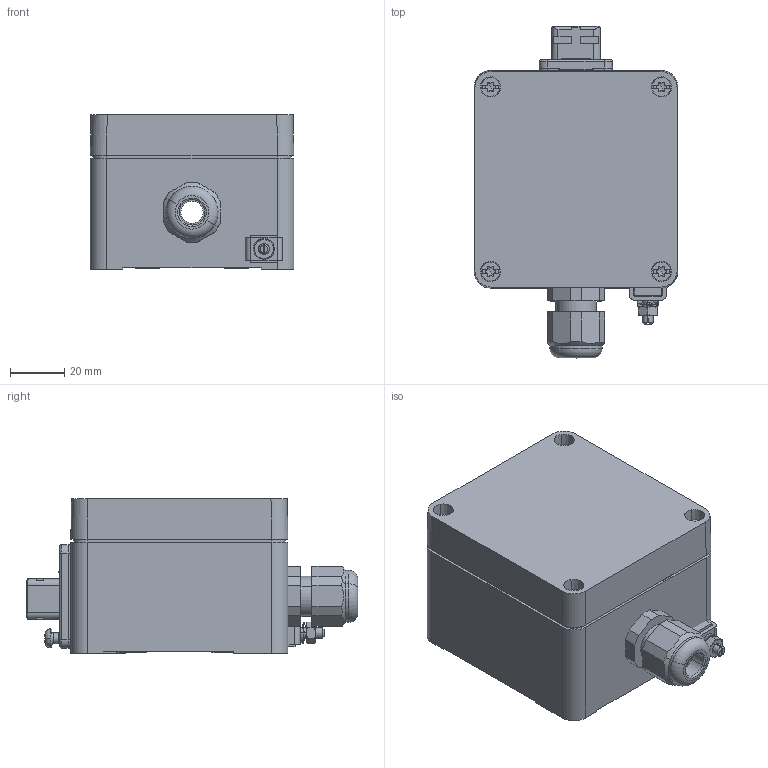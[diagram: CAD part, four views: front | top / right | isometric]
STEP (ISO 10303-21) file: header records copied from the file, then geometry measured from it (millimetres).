
FILE_DESCRIPTION(('CATIA V5 STEP Exchange','CAx-IF Rec.Pracs.--- Model Styling and Organization---1.4--- 2014-01-23'),'2;1');
FILE_NAME ('028687-3_0', '2021-02-09T09:22:11+00:00', ('none'), ('Weidmueller'), 'CATIA Version 5-6 Release 2016 SP3 HF44', 'CATIA V5 STEP AP214', 'none');
FILE_SCHEMA(('AUTOMOTIVE_DESIGN { 1 0 10303 214 1 1 1 1 }'));
Products named in the file (1): 1966220000
Bounding box: 75 x 122.3 x 57 mm (x, y, z)
Volume: 126538.1 mm3; surface area: 82828.4 mm2
Topology: 22 solids, 22 shells, 1678 faces, 4205 edges, 2615 vertices
Faces by surface type: plane 867, cylinder 415, cone 210, torus 136, bspline 22, sphere 20, extrusion 8
Entity records: 52133 total; most frequent: CARTESIAN_POINT 14727, ORIENTED_EDGE 8366, DIRECTION 6324, EDGE_CURVE 4183, AXIS2_PLACEMENT_3D 2638, VERTEX_POINT 2619, VECTOR 2250, LINE 2242
